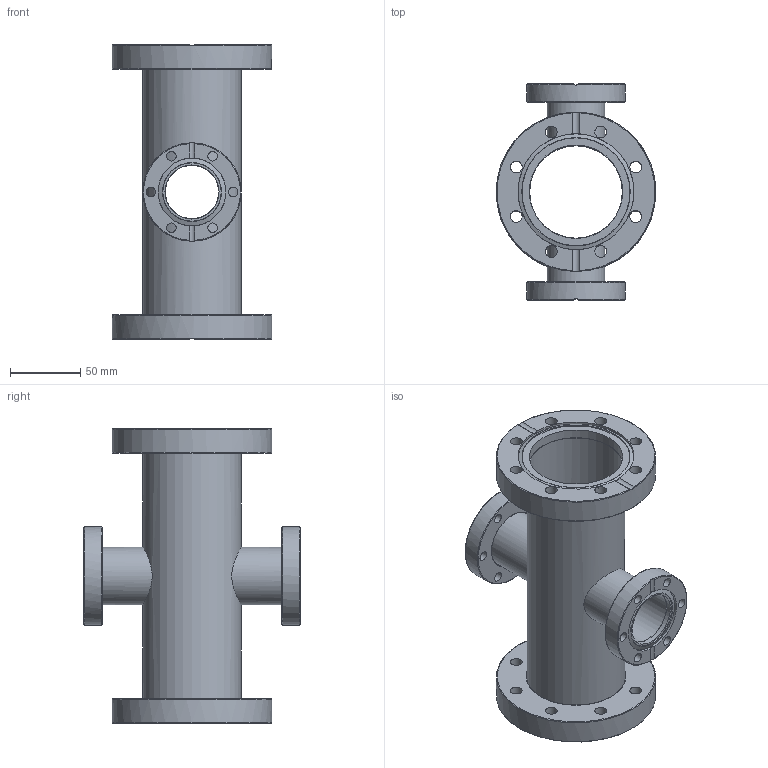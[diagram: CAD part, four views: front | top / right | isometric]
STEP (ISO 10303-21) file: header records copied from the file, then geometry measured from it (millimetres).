
FILE_DESCRIPTION((''),'2;1');
FILE_NAME('UX6335RS-304.stp','2009-04-30T15:25:23',('hasers'),(''),'Autodesk Inventor 2008','Autodesk Inventor 2008','');
FILE_SCHEMA(('AUTOMOTIVE_DESIGN { 1 0 10303 214 1 1 1 1 }'));
Length unit declared in the file: millimetre
Products named in the file (9): UX6335RS-304; Rohre [Subject [Summary]=normal][Keywords [Summary]=1.4301][Title [Summary]=70x2,0 (0,5m)]_6; Rohre [Subject [Summary]=normal][Keywords [Summary]=1.4301][Title [Summary]=41x1,5 (0,5m)]_3; CF-07 [Keywords [Summary]=1.4301][Company [Summary]=Vacom][Title [Summary]=F63B70]; CF-07 [Keywords [Summary]=1.4301][Company [Summary]=Vacom][Title [Summary]=F35B41]; CF-R [Subject [Summary]=-304][Title [Summary]=F63RIB70]; CF-R [Subject [Summary]=-304][Title [Summary]=F63RO]; CF-R [Subject [Summary]=-304][Title [Summary]=F35RIB41]; CF-R [Subject [Summary]=-304][Title [Summary]=F35RO]
Assembly tree (8 placements, depth 2):
  UX6335RS-304
    Rohre [Subject [Summary]=normal][Keywords [Summary]=1.4301][Title [Summary]=70x2,0 (0,5m)]_6
    Rohre [Subject [Summary]=normal][Keywords [Summary]=1.4301][Title [Summary]=41x1,5 (0,5m)]_3
    CF-07 [Keywords [Summary]=1.4301][Company [Summary]=Vacom][Title [Summary]=F63B70]
    CF-07 [Keywords [Summary]=1.4301][Company [Summary]=Vacom][Title [Summary]=F35B41]
    CF-R [Subject [Summary]=-304][Title [Summary]=F63RIB70]
    CF-R [Subject [Summary]=-304][Title [Summary]=F63RO]
    CF-R [Subject [Summary]=-304][Title [Summary]=F35RIB41]
    CF-R [Subject [Summary]=-304][Title [Summary]=F35RO]
Bounding box: 113.5 x 154 x 210 mm (x, y, z)
Volume: 351656.7 mm3; surface area: 185001.1 mm2
Topology: 9 solids, 9 shells, 130 faces, 334 edges, 226 vertices
Faces by surface type: bspline 46, cylinder 28, plane 24, torus 22, cone 10
Full cylindrical faces by diameter (mm): 38 x3, 41 x2, 41.5 x1, 48.1 x1, 48.3 x1, 48.9 x1, 66 x1, 66.5 x1, 70 x3, 70.3 x1, 82.4 x1, 82.5 x1, 83.2 x1, 113.5 x2
Entity records: 5746 total; most frequent: CARTESIAN_POINT 2908, DIRECTION 516, ORIENTED_EDGE 412, EDGE_LOOP 294, AXIS2_PLACEMENT_3D 249, EDGE_CURVE 206, VERTEX_POINT 180, FACE_BOUND 164
